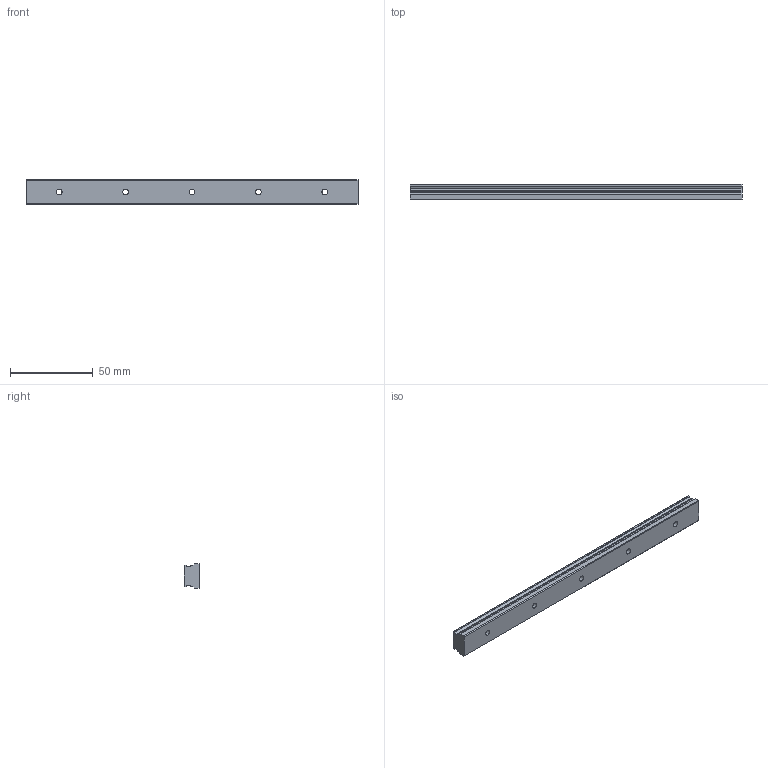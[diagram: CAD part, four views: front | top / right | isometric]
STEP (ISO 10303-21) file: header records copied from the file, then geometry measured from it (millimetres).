
FILE_DESCRIPTION (( 'STEP AP214' ), '1' );
FILE_NAME ('SRS15MSS-200LM_G20_0_0_0_0_0_1.STEP', '2021-08-11T10:33:30', ( '' ), ( '' ), 'SwSTEP 2.0', 'SolidWorks 2021', '' );
FILE_SCHEMA (( 'AUTOMOTIVE_DESIGN' ));
Length unit declared in the file: millimetre
Products named in the file (2): _SRS15M20020 Track; SRS15MSS-200LM_G20_0_0_0_0_0_1
Assembly tree (1 placements, depth 2):
  SRS15MSS-200LM_G20_0_0_0_0_0_1
    _SRS15M20020 Track
Bounding box: 200 x 9.5 x 15 mm (x, y, z)
Volume: 24238.3 mm3; surface area: 10474 mm2
Topology: 1 solids, 1 shells, 48 faces, 123 edges, 82 vertices
Faces by surface type: cylinder 27, plane 21
Entity records: 1567 total; most frequent: DIRECTION 281, CARTESIAN_POINT 257, ORIENTED_EDGE 246, EDGE_CURVE 123, AXIS2_PLACEMENT_3D 106, VERTEX_POINT 82, VECTOR 69, LINE 69
